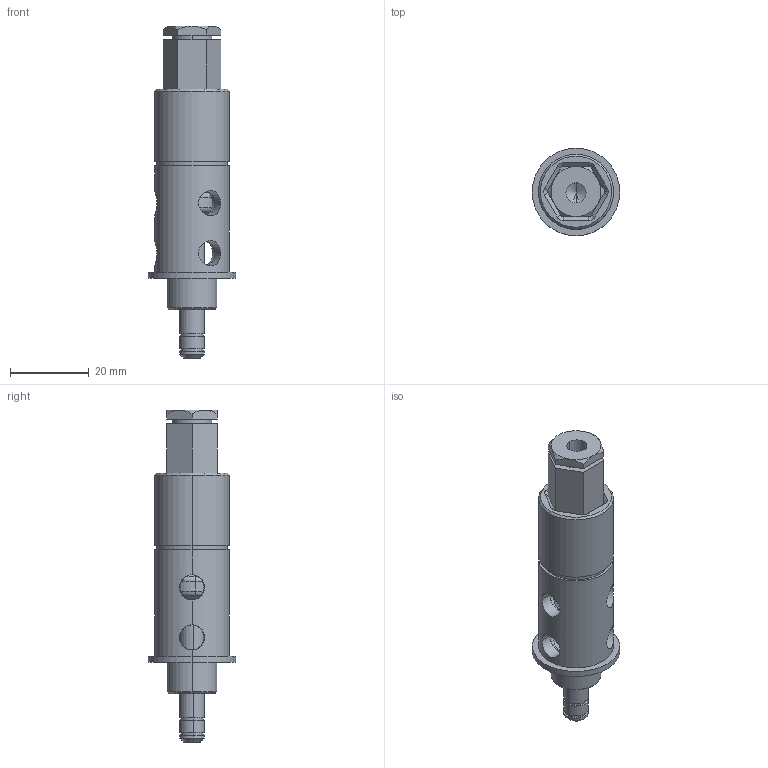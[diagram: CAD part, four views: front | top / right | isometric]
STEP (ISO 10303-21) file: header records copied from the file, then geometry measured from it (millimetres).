
FILE_DESCRIPTION (( 'STEP AP203' ), '1' );
FILE_NAME ('217-2791.20121204.STEP', '2012-12-05T04:37:49', ( 'svradm' ), ( 'Microsoft' ), 'SwSTEP 2.0', 'SolidWorks 2012', '' );
FILE_SCHEMA (( 'CONFIG_CONTROL_DESIGN' ));
Length unit declared in the file: millimetre
Products named in the file (4): 217-2791.20121204; 217-2791-002 Rev1; 217-2790-004 Rev1; 217-2790-003 Rev1 
Assembly tree (3 placements, depth 2):
  217-2791.20121204
    217-2790-003 Rev1 
    217-2790-004 Rev1
    217-2791-002 Rev1
Bounding box: 22.23 x 22.23 x 84.25 mm (x, y, z)
Volume: 14280.3 mm3; surface area: 9448.2 mm2
Topology: 3 solids, 3 shells, 159 faces, 396 edges, 245 vertices
Faces by surface type: cylinder 57, plane 55, cone 27, sphere 12, torus 8
Entity records: 5800 total; most frequent: CARTESIAN_POINT 1672, DIRECTION 822, ORIENTED_EDGE 740, EDGE_CURVE 370, AXIS2_PLACEMENT_3D 331, VERTEX_POINT 233, EDGE_LOOP 189, CIRCLE 166
